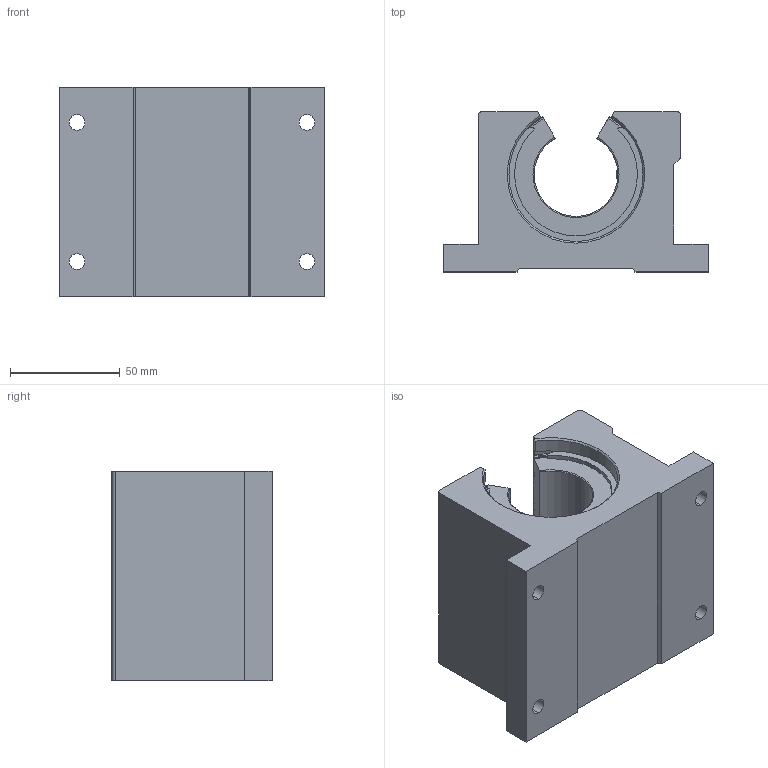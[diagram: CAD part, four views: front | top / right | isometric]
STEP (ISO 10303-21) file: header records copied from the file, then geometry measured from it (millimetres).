
FILE_DESCRIPTION (( 'STEP AP214' ), '1' );
FILE_NAME ('PillowBlock_D0853020E5.step', '2023-02-16T16:14:13', ( '' ), ( '' ), 'SwSTEP 2.0', 'SolidWorks 2019', '' );
FILE_SCHEMA (( 'AUTOMOTIVE_DESIGN' ));
Length unit declared in the file: inch
Products named in the file (3): 4slOas0yjI_CADModel_0; PillowBlock_D0853020E5
Assembly tree (1 placements, depth 2):
  4slOas0yjI_CADModel_0
  PillowBlock_D0853020E5
    4slOas0yjI_CADModel_0
Bounding box: 120.65 x 73.03 x 95.25 mm (x, y, z)
Volume: 483607.3 mm3; surface area: 108735.7 mm2
Topology: 8 solids, 8 shells, 207 faces, 552 edges, 356 vertices
Faces by surface type: cylinder 94, plane 54, cone 45, torus 10, bspline 4
Entity records: 9963 total; most frequent: CARTESIAN_POINT 1868, DIRECTION 1130, ORIENTED_EDGE 1104, EDGE_CURVE 552, AXIS2_PLACEMENT_3D 444, VERTEX_POINT 356, LINE 242, VECTOR 242
